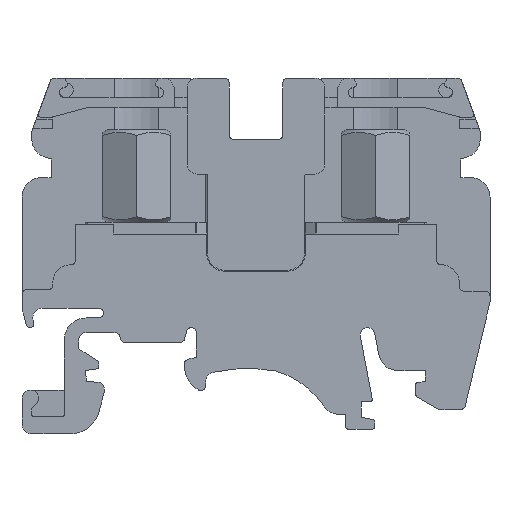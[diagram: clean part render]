
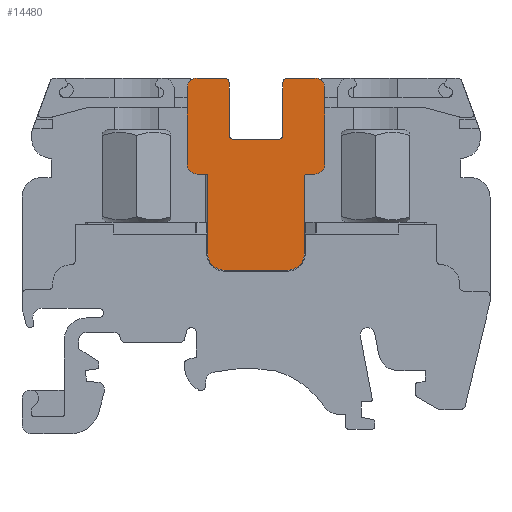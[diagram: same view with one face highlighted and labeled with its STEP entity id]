
A CAD part, front view. The second image highlights one B-rep face of the part: STEP entity #14480.
In plain terms, the highlighted planar face has unit normal (0, -1, 0).
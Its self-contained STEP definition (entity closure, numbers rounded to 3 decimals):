
#540=CIRCLE('',#15314,1.7);
#541=CIRCLE('',#15315,0.25);
#542=CIRCLE('',#15316,0.5);
#543=CIRCLE('',#15317,1.);
#544=CIRCLE('',#15318,1.);
#545=CIRCLE('',#15319,0.5);
#546=CIRCLE('',#15320,0.5);
#547=CIRCLE('',#15321,0.5);
#548=CIRCLE('',#15322,0.5);
#549=CIRCLE('',#15323,1.);
#550=CIRCLE('',#15324,1.);
#551=CIRCLE('',#15325,0.25);
#552=CIRCLE('',#15326,1.7);
#1356=LINE('',#20732,#2326);
#1357=LINE('',#20737,#2327);
#1358=LINE('',#20743,#2328);
#1359=LINE('',#20747,#2329);
#1360=LINE('',#20751,#2330);
#1361=LINE('',#20755,#2331);
#1362=LINE('',#20759,#2332);
#1363=LINE('',#20763,#2333);
#1364=LINE('',#20767,#2334);
#1365=LINE('',#20771,#2335);
#1366=LINE('',#20775,#2336);
#1367=LINE('',#20779,#2337);
#2326=VECTOR('',#17391,1000.);
#2327=VECTOR('',#17394,1000.);
#2328=VECTOR('',#17399,1000.);
#2329=VECTOR('',#17402,1000.);
#2330=VECTOR('',#17405,1000.);
#2331=VECTOR('',#17408,1000.);
#2332=VECTOR('',#17411,1000.);
#2333=VECTOR('',#17414,1000.);
#2334=VECTOR('',#17417,1000.);
#2335=VECTOR('',#17420,1000.);
#2336=VECTOR('',#17423,1000.);
#2337=VECTOR('',#17426,1000.);
#2945=PLANE('',#15313);
#4444=ORIENTED_EDGE('',*,*,#7060,.F.);
#4445=ORIENTED_EDGE('',*,*,#7061,.F.);
#4446=ORIENTED_EDGE('',*,*,#7062,.F.);
#4447=ORIENTED_EDGE('',*,*,#7063,.T.);
#4448=ORIENTED_EDGE('',*,*,#7064,.F.);
#4449=ORIENTED_EDGE('',*,*,#7065,.T.);
#4450=ORIENTED_EDGE('',*,*,#7066,.F.);
#4451=ORIENTED_EDGE('',*,*,#7067,.T.);
#4452=ORIENTED_EDGE('',*,*,#7068,.F.);
#4453=ORIENTED_EDGE('',*,*,#7069,.T.);
#4454=ORIENTED_EDGE('',*,*,#7070,.F.);
#4455=ORIENTED_EDGE('',*,*,#7071,.F.);
#4456=ORIENTED_EDGE('',*,*,#7072,.T.);
#4457=ORIENTED_EDGE('',*,*,#7073,.F.);
#4458=ORIENTED_EDGE('',*,*,#7074,.T.);
#4459=ORIENTED_EDGE('',*,*,#7075,.F.);
#4460=ORIENTED_EDGE('',*,*,#7076,.F.);
#4461=ORIENTED_EDGE('',*,*,#7077,.T.);
#4462=ORIENTED_EDGE('',*,*,#7078,.F.);
#4463=ORIENTED_EDGE('',*,*,#7079,.T.);
#4464=ORIENTED_EDGE('',*,*,#7080,.F.);
#4465=ORIENTED_EDGE('',*,*,#7081,.F.);
#4466=ORIENTED_EDGE('',*,*,#7082,.T.);
#4467=ORIENTED_EDGE('',*,*,#7083,.F.);
#4468=ORIENTED_EDGE('',*,*,#7084,.F.);
#7060=EDGE_CURVE('',#8476,#8477,#1356,.F.);
#7061=EDGE_CURVE('',#8478,#8476,#540,.T.);
#7062=EDGE_CURVE('',#8479,#8478,#1357,.T.);
#7063=EDGE_CURVE('',#8479,#8480,#541,.T.);
#7064=EDGE_CURVE('',#8481,#8480,#542,.T.);
#7065=EDGE_CURVE('',#8481,#8482,#1358,.T.);
#7066=EDGE_CURVE('',#8483,#8482,#543,.T.);
#7067=EDGE_CURVE('',#8483,#8484,#1359,.T.);
#7068=EDGE_CURVE('',#8485,#8484,#544,.T.);
#7069=EDGE_CURVE('',#8485,#8486,#1360,.T.);
#7070=EDGE_CURVE('',#8487,#8486,#545,.T.);
#7071=EDGE_CURVE('',#8488,#8487,#1361,.T.);
#7072=EDGE_CURVE('',#8488,#8489,#546,.T.);
#7073=EDGE_CURVE('',#8490,#8489,#1362,.T.);
#7074=EDGE_CURVE('',#8490,#8491,#547,.T.);
#7075=EDGE_CURVE('',#8492,#8491,#1363,.T.);
#7076=EDGE_CURVE('',#8493,#8492,#548,.T.);
#7077=EDGE_CURVE('',#8493,#8494,#1364,.T.);
#7078=EDGE_CURVE('',#8495,#8494,#549,.T.);
#7079=EDGE_CURVE('',#8495,#8496,#1365,.T.);
#7080=EDGE_CURVE('',#8497,#8496,#550,.T.);
#7081=EDGE_CURVE('',#8498,#8497,#1366,.T.);
#7082=EDGE_CURVE('',#8498,#8499,#551,.T.);
#7083=EDGE_CURVE('',#8500,#8499,#1367,.T.);
#7084=EDGE_CURVE('',#8477,#8500,#552,.T.);
#8476=VERTEX_POINT('',#20733);
#8477=VERTEX_POINT('',#20734);
#8478=VERTEX_POINT('',#20736);
#8479=VERTEX_POINT('',#20738);
#8480=VERTEX_POINT('',#20740);
#8481=VERTEX_POINT('',#20742);
#8482=VERTEX_POINT('',#20744);
#8483=VERTEX_POINT('',#20746);
#8484=VERTEX_POINT('',#20748);
#8485=VERTEX_POINT('',#20750);
#8486=VERTEX_POINT('',#20752);
#8487=VERTEX_POINT('',#20754);
#8488=VERTEX_POINT('',#20756);
#8489=VERTEX_POINT('',#20758);
#8490=VERTEX_POINT('',#20760);
#8491=VERTEX_POINT('',#20762);
#8492=VERTEX_POINT('',#20764);
#8493=VERTEX_POINT('',#20766);
#8494=VERTEX_POINT('',#20768);
#8495=VERTEX_POINT('',#20770);
#8496=VERTEX_POINT('',#20772);
#8497=VERTEX_POINT('',#20774);
#8498=VERTEX_POINT('',#20776);
#8499=VERTEX_POINT('',#20778);
#8500=VERTEX_POINT('',#20780);
#9401=EDGE_LOOP('',(#4444,#4445,#4446,#4447,#4448,#4449,#4450,#4451,#4452,
#4453,#4454,#4455,#4456,#4457,#4458,#4459,#4460,#4461,#4462,#4463,#4464,
#4465,#4466,#4467,#4468));
#10073=FACE_BOUND('',#9401,.T.);
#14480=ADVANCED_FACE('',(#10073),#2945,.F.);
#15313=AXIS2_PLACEMENT_3D('',#20731,#17389,#17390);
#15314=AXIS2_PLACEMENT_3D('',#20735,#17392,#17393);
#15315=AXIS2_PLACEMENT_3D('',#20739,#17395,#17396);
#15316=AXIS2_PLACEMENT_3D('',#20741,#17397,#17398);
#15317=AXIS2_PLACEMENT_3D('',#20745,#17400,#17401);
#15318=AXIS2_PLACEMENT_3D('',#20749,#17403,#17404);
#15319=AXIS2_PLACEMENT_3D('',#20753,#17406,#17407);
#15320=AXIS2_PLACEMENT_3D('',#20757,#17409,#17410);
#15321=AXIS2_PLACEMENT_3D('',#20761,#17412,#17413);
#15322=AXIS2_PLACEMENT_3D('',#20765,#17415,#17416);
#15323=AXIS2_PLACEMENT_3D('',#20769,#17418,#17419);
#15324=AXIS2_PLACEMENT_3D('',#20773,#17421,#17422);
#15325=AXIS2_PLACEMENT_3D('',#20777,#17424,#17425);
#15326=AXIS2_PLACEMENT_3D('',#20781,#17427,#17428);
#17389=DIRECTION('',(0.,1.,0.));
#17390=DIRECTION('',(0.,0.,1.));
#17391=DIRECTION('',(1.,0.,0.));
#17392=DIRECTION('',(0.,1.,0.));
#17393=DIRECTION('',(-1.,0.,0.));
#17394=DIRECTION('',(0.,0.,-1.));
#17395=DIRECTION('',(0.,1.,0.));
#17396=DIRECTION('',(0.,0.,1.));
#17397=DIRECTION('',(0.,1.,0.));
#17398=DIRECTION('',(0.,0.,1.));
#17399=DIRECTION('',(1.,0.,0.));
#17400=DIRECTION('',(0.,1.,0.));
#17401=DIRECTION('',(0.,0.,1.));
#17402=DIRECTION('',(0.,0.,1.));
#17403=DIRECTION('',(0.,1.,0.));
#17404=DIRECTION('',(0.,0.,1.));
#17405=DIRECTION('',(-1.,0.,0.));
#17406=DIRECTION('',(0.,1.,0.));
#17407=DIRECTION('',(0.,0.,1.));
#17408=DIRECTION('',(0.,0.,1.));
#17409=DIRECTION('',(0.,1.,0.));
#17410=DIRECTION('',(0.,0.,1.));
#17411=DIRECTION('',(1.,0.,0.));
#17412=DIRECTION('',(0.,1.,0.));
#17413=DIRECTION('',(0.,0.,1.));
#17414=DIRECTION('',(0.,0.,-1.));
#17415=DIRECTION('',(0.,1.,0.));
#17416=DIRECTION('',(0.,0.,1.));
#17417=DIRECTION('',(-1.,0.,0.));
#17418=DIRECTION('',(0.,1.,0.));
#17419=DIRECTION('',(0.,0.,1.));
#17420=DIRECTION('',(0.,0.,-1.));
#17421=DIRECTION('',(0.,1.,0.));
#17422=DIRECTION('',(0.,0.,1.));
#17423=DIRECTION('',(-1.,0.,0.));
#17424=DIRECTION('',(0.,1.,0.));
#17425=DIRECTION('',(0.,0.,1.));
#17426=DIRECTION('',(0.,0.,1.));
#17427=DIRECTION('',(0.,1.,0.));
#17428=DIRECTION('',(1.,0.,0.));
#20731=CARTESIAN_POINT('',(3.25,-6.175,1.1));
#20732=CARTESIAN_POINT('',(3.25,-6.175,-0.6));
#20733=CARTESIAN_POINT('',(3.25,-6.175,-0.6));
#20734=CARTESIAN_POINT('',(-3.25,-6.175,-0.6));
#20735=CARTESIAN_POINT('',(3.25,-6.175,1.1));
#20736=CARTESIAN_POINT('',(4.95,-6.175,1.1));
#20737=CARTESIAN_POINT('',(4.95,-6.175,1.1));
#20738=CARTESIAN_POINT('',(4.95,-6.175,9.));
#20739=CARTESIAN_POINT('',(5.2,-6.175,9.));
#20740=CARTESIAN_POINT('',(5.183,-6.175,9.249));
#20741=CARTESIAN_POINT('',(5.15,-6.175,9.748));
#20742=CARTESIAN_POINT('',(5.191,-6.175,9.25));
#20743=CARTESIAN_POINT('',(5.55,-6.175,9.25));
#20744=CARTESIAN_POINT('',(6.05,-6.175,9.25));
#20745=CARTESIAN_POINT('',(6.05,-6.175,10.25));
#20746=CARTESIAN_POINT('',(7.05,-6.175,10.25));
#20747=CARTESIAN_POINT('',(7.05,-6.175,19.1));
#20748=CARTESIAN_POINT('',(7.05,-6.175,18.1));
#20749=CARTESIAN_POINT('',(6.05,-6.175,18.1));
#20750=CARTESIAN_POINT('',(6.05,-6.175,19.1));
#20751=CARTESIAN_POINT('',(-6.05,-6.175,19.1));
#20752=CARTESIAN_POINT('',(3.25,-6.175,19.1));
#20753=CARTESIAN_POINT('',(3.25,-6.175,18.6));
#20754=CARTESIAN_POINT('',(2.75,-6.175,18.6));
#20755=CARTESIAN_POINT('',(2.75,-6.175,12.8));
#20756=CARTESIAN_POINT('',(2.75,-6.175,13.3));
#20757=CARTESIAN_POINT('',(2.25,-6.175,13.3));
#20758=CARTESIAN_POINT('',(2.25,-6.175,12.8));
#20759=CARTESIAN_POINT('',(2.75,-6.175,12.8));
#20760=CARTESIAN_POINT('',(-2.25,-6.175,12.8));
#20761=CARTESIAN_POINT('',(-2.25,-6.175,13.3));
#20762=CARTESIAN_POINT('',(-2.75,-6.175,13.3));
#20763=CARTESIAN_POINT('',(-2.75,-6.175,12.8));
#20764=CARTESIAN_POINT('',(-2.75,-6.175,18.6));
#20765=CARTESIAN_POINT('',(-3.25,-6.175,18.6));
#20766=CARTESIAN_POINT('',(-3.25,-6.175,19.1));
#20767=CARTESIAN_POINT('',(-6.05,-6.175,19.1));
#20768=CARTESIAN_POINT('',(-6.05,-6.175,19.1));
#20769=CARTESIAN_POINT('',(-6.05,-6.175,18.1));
#20770=CARTESIAN_POINT('',(-7.05,-6.175,18.1));
#20771=CARTESIAN_POINT('',(-7.05,-6.175,19.1));
#20772=CARTESIAN_POINT('',(-7.05,-6.175,10.25));
#20773=CARTESIAN_POINT('',(-6.05,-6.175,10.25));
#20774=CARTESIAN_POINT('',(-6.05,-6.175,9.25));
#20775=CARTESIAN_POINT('',(-7.05,-6.175,9.25));
#20776=CARTESIAN_POINT('',(-5.2,-6.175,9.25));
#20777=CARTESIAN_POINT('',(-5.2,-6.175,9.));
#20778=CARTESIAN_POINT('',(-4.95,-6.175,9.));
#20779=CARTESIAN_POINT('',(-4.95,-6.175,9.2));
#20780=CARTESIAN_POINT('',(-4.95,-6.175,1.1));
#20781=CARTESIAN_POINT('',(-3.25,-6.175,1.1));
